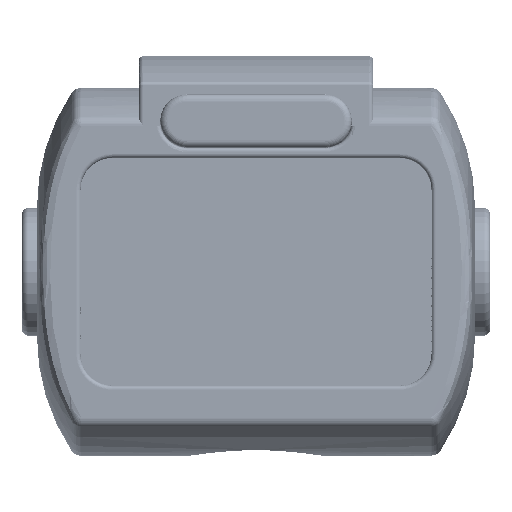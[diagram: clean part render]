
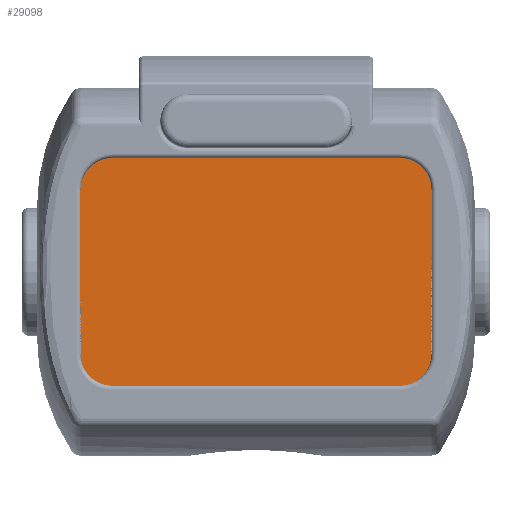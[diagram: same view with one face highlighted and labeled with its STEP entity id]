
A CAD part, front view. The second image highlights one B-rep face of the part: STEP entity #29098.
In plain terms, the highlighted face is planar.
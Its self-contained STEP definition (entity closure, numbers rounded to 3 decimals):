
#1615=LINE('',#46961,#3812);
#1619=LINE('',#46973,#3816);
#1623=LINE('',#46985,#3820);
#1626=LINE('',#46994,#3823);
#3812=VECTOR('',#39443,1000.);
#3816=VECTOR('',#39455,1000.);
#3820=VECTOR('',#39467,1000.);
#3823=VECTOR('',#39478,1000.);
#6151=PLANE('',#36668);
#6931=ORIENTED_EDGE('',*,*,#15835,.T.);
#6932=ORIENTED_EDGE('',*,*,#15839,.T.);
#6933=ORIENTED_EDGE('',*,*,#15842,.T.);
#6934=ORIENTED_EDGE('',*,*,#15845,.T.);
#6935=ORIENTED_EDGE('',*,*,#15848,.T.);
#6936=ORIENTED_EDGE('',*,*,#15851,.T.);
#6937=ORIENTED_EDGE('',*,*,#15854,.T.);
#6938=ORIENTED_EDGE('',*,*,#15856,.T.);
#15835=EDGE_CURVE('',#20323,#20322,#23296,.T.);
#15839=EDGE_CURVE('',#20322,#20325,#1615,.T.);
#15842=EDGE_CURVE('',#20325,#20327,#23298,.T.);
#15845=EDGE_CURVE('',#20327,#20329,#1619,.T.);
#15848=EDGE_CURVE('',#20329,#20331,#23300,.T.);
#15851=EDGE_CURVE('',#20331,#20333,#1623,.T.);
#15854=EDGE_CURVE('',#20333,#20335,#23302,.T.);
#15856=EDGE_CURVE('',#20335,#20323,#1626,.T.);
#20322=VERTEX_POINT('',#46952);
#20323=VERTEX_POINT('',#46954);
#20325=VERTEX_POINT('',#46960);
#20327=VERTEX_POINT('',#46966);
#20329=VERTEX_POINT('',#46972);
#20331=VERTEX_POINT('',#46978);
#20333=VERTEX_POINT('',#46984);
#20335=VERTEX_POINT('',#46990);
#23296=CIRCLE('',#36654,15.);
#23298=CIRCLE('',#36658,15.);
#23300=CIRCLE('',#36662,15.);
#23302=CIRCLE('',#36666,15.);
#24313=EDGE_LOOP('',(#6931,#6932,#6933,#6934,#6935,#6936,#6937,#6938));
#26309=FACE_BOUND('',#24313,.T.);
#29098=ADVANCED_FACE('',(#26309),#6151,.T.);
#36654=AXIS2_PLACEMENT_3D('',#46953,#39436,#39437);
#36658=AXIS2_PLACEMENT_3D('',#46967,#39449,#39450);
#36662=AXIS2_PLACEMENT_3D('',#46979,#39461,#39462);
#36666=AXIS2_PLACEMENT_3D('',#46991,#39473,#39474);
#36668=AXIS2_PLACEMENT_3D('',#46995,#39479,#39480);
#39436=DIRECTION('',(0.,1.,0.));
#39437=DIRECTION('',(1.,0.,0.));
#39443=DIRECTION('',(1.,0.,0.));
#39449=DIRECTION('',(0.,1.,0.));
#39450=DIRECTION('',(-1.,0.,0.));
#39455=DIRECTION('',(0.,0.,-1.));
#39461=DIRECTION('',(0.,1.,0.));
#39462=DIRECTION('',(1.,0.,0.));
#39467=DIRECTION('',(-1.,0.,0.));
#39473=DIRECTION('',(0.,1.,0.));
#39474=DIRECTION('',(1.,0.,0.));
#39478=DIRECTION('',(0.,0.,1.));
#39479=DIRECTION('',(0.,1.,0.));
#39480=DIRECTION('',(0.,0.,1.));
#46952=CARTESIAN_POINT('',(-69.5,2.,56.));
#46953=CARTESIAN_POINT('',(-69.5,2.,41.));
#46954=CARTESIAN_POINT('',(-84.5,2.,41.));
#46960=CARTESIAN_POINT('',(69.5,2.,56.));
#46961=CARTESIAN_POINT('',(-69.5,2.,56.));
#46966=CARTESIAN_POINT('',(84.5,2.,41.));
#46967=CARTESIAN_POINT('',(69.5,2.,41.));
#46972=CARTESIAN_POINT('',(84.5,2.,-41.));
#46973=CARTESIAN_POINT('',(84.5,2.,41.));
#46978=CARTESIAN_POINT('',(69.5,2.,-56.));
#46979=CARTESIAN_POINT('',(69.5,2.,-41.));
#46984=CARTESIAN_POINT('',(-69.5,2.,-56.));
#46985=CARTESIAN_POINT('',(69.5,2.,-56.));
#46990=CARTESIAN_POINT('',(-84.5,2.,-41.));
#46991=CARTESIAN_POINT('',(-69.5,2.,-41.));
#46994=CARTESIAN_POINT('',(-84.5,2.,-41.));
#46995=CARTESIAN_POINT('',(-69.5,2.,41.));
